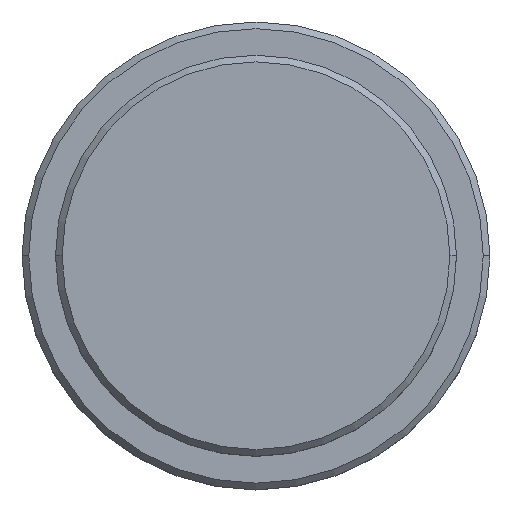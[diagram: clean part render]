
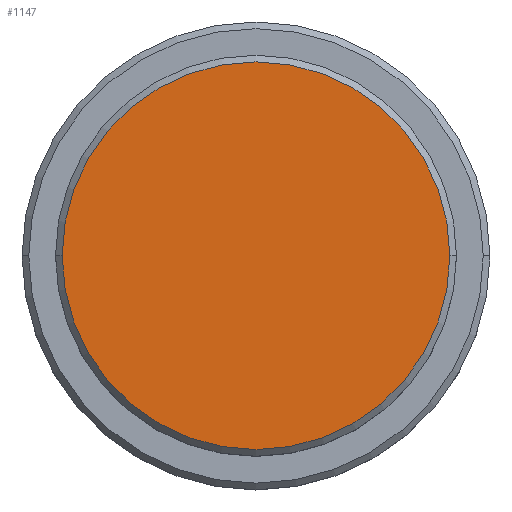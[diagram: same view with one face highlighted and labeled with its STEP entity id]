
A CAD part, top view. The second image highlights one B-rep face of the part: STEP entity #1147.
In plain terms, the highlighted planar face has unit normal (0, 0, 1).
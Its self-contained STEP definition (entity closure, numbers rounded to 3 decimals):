
#112 = CARTESIAN_POINT ( 'NONE',  ( 0., 0., 0. ) ) ;
#127 = DIRECTION ( 'NONE',  ( 1., 0., 0. ) ) ;
#215 = CARTESIAN_POINT ( 'NONE',  ( 0., 0., 0. ) ) ;
#228 = EDGE_CURVE ( 'NONE', #257, #779, #1311, .T. ) ;
#257 = VERTEX_POINT ( 'NONE', #622 ) ;
#278 = AXIS2_PLACEMENT_3D ( 'NONE', #112, #1216, #127 ) ;
#401 = DIRECTION ( 'NONE',  ( 0., 0., 1. ) ) ;
#427 = ORIENTED_EDGE ( 'NONE', *, *, #838, .T. ) ;
#451 = AXIS2_PLACEMENT_3D ( 'NONE', #215, #401, #649 ) ;
#503 = DIRECTION ( 'NONE',  ( 1., 0., 0. ) ) ;
#523 = CARTESIAN_POINT ( 'NONE',  ( 0., 0., 0. ) ) ;
#532 = CARTESIAN_POINT ( 'NONE',  ( 14.5, 0., 0. ) ) ;
#622 = CARTESIAN_POINT ( 'NONE',  ( -14.5, 0., 0. ) ) ;
#649 = DIRECTION ( 'NONE',  ( 1., 0., 0. ) ) ;
#779 = VERTEX_POINT ( 'NONE', #532 ) ;
#838 = EDGE_CURVE ( 'NONE', #779, #257, #1268, .T. ) ;
#842 = FACE_OUTER_BOUND ( 'NONE', #1321, .T. ) ;
#1060 = PLANE ( 'NONE',  #1115 ) ;
#1115 = AXIS2_PLACEMENT_3D ( 'NONE', #523, #1277, #503 ) ;
#1147 = ADVANCED_FACE ( 'NONE', ( #842 ), #1060, .T. ) ;
#1216 = DIRECTION ( 'NONE',  ( 0., 0., 1. ) ) ;
#1264 = ORIENTED_EDGE ( 'NONE', *, *, #228, .T. ) ;
#1268 = CIRCLE ( 'NONE', #278, 14.5 ) ;
#1277 = DIRECTION ( 'NONE',  ( 0., 0., 1. ) ) ;
#1311 = CIRCLE ( 'NONE', #451, 14.5 ) ;
#1321 = EDGE_LOOP ( 'NONE', ( #1264, #427 ) ) ;
